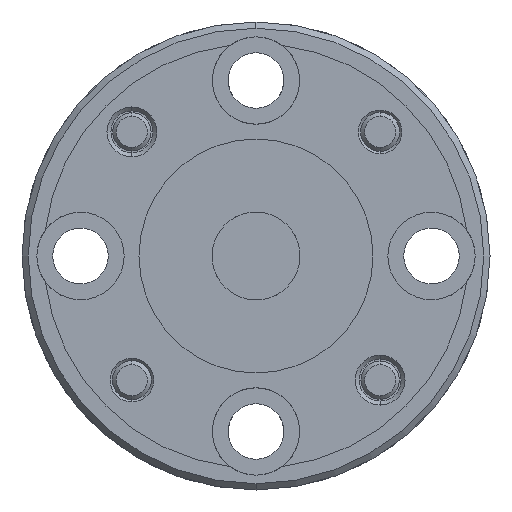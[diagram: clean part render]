
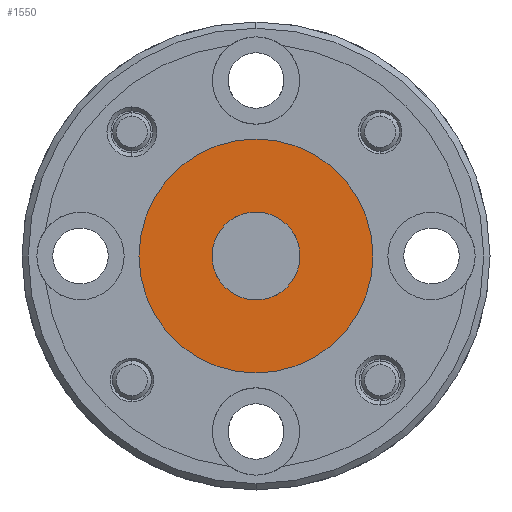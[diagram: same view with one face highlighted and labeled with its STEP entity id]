
A CAD part, left-side view. The second image highlights one B-rep face of the part: STEP entity #1550.
In plain terms, the highlighted planar face has unit normal (-1, 0, 0).
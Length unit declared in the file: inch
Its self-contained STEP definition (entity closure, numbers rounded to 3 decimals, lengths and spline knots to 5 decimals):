
#39 = B_SPLINE_CURVE_WITH_KNOTS ( 'NONE', 3,
 ( #5406, #4734, #7450, #8595, #4544, #2067, #8826, #6222, #4144, #2810 ),
 .UNSPECIFIED., .F., .F.,
 ( 4, 2, 2, 2, 4 ),
 ( 0., 0.25, 0.5, 0.75, 1. ),
 .UNSPECIFIED. ) ;
#50 = FACE_OUTER_BOUND ( 'NONE', #2212, .T. ) ;
#90 = ORIENTED_EDGE ( 'NONE', *, *, #4982, .F. ) ;
#199 = EDGE_CURVE ( 'NONE', #2730, #8565, #39, .T. ) ;
#234 = CARTESIAN_POINT ( 'NONE',  ( -0.7, 0.04985, 0.04985 ) ) ;
#404 = DIRECTION ( 'NONE',  ( 0., 0., -1. ) ) ;
#727 = FACE_BOUND ( 'NONE', #3828, .T. ) ;
#800 = CARTESIAN_POINT ( 'NONE',  ( -0.7, 0.05573, 0.04398 ) ) ;
#955 = CARTESIAN_POINT ( 'NONE',  ( -0.7, -0.04985, -0.04985 ) ) ;
#1082 = DIRECTION ( 'NONE',  ( 1., 0., 0. ) ) ;
#1108 = CARTESIAN_POINT ( 'NONE',  ( -0.7, 0.04398, 0.05573 ) ) ;
#1198 = CARTESIAN_POINT ( 'NONE',  ( -0.7, -0.03657, 0.06099 ) ) ;
#1339 = CARTESIAN_POINT ( 'NONE',  ( -0.7, 0., 0. ) ) ;
#1469 = VERTEX_POINT ( 'NONE', #5570 ) ;
#1550 = ADVANCED_FACE ( 'NONE', ( #727, #50 ), #7104, .T. ) ;
#1563 = CARTESIAN_POINT ( 'NONE',  ( -0.7, 0.0705, -0.00973 ) ) ;
#1628 = CIRCLE ( 'NONE', #2505, 0.1875 ) ;
#1637 = CARTESIAN_POINT ( 'NONE',  ( -0.7, 0., 0. ) ) ;
#1699 = CARTESIAN_POINT ( 'NONE',  ( -0.7, 0.04985, 0.04985 ) ) ;
#1850 = CARTESIAN_POINT ( 'NONE',  ( -0.7, 0.00973, -0.0705 ) ) ;
#1883 = CARTESIAN_POINT ( 'NONE',  ( -0.7, 0.03657, 0.06099 ) ) ;
#1898 = AXIS2_PLACEMENT_3D ( 'NONE', #1637, #3056, #2210 ) ;
#2067 = CARTESIAN_POINT ( 'NONE',  ( -0.7, -0.0705, 0.00973 ) ) ;
#2156 = ORIENTED_EDGE ( 'NONE', *, *, #4535, .F. ) ;
#2162 = CARTESIAN_POINT ( 'NONE',  ( -0.7, 0.06099, -0.03657 ) ) ;
#2210 = DIRECTION ( 'NONE',  ( 0., 0., -1. ) ) ;
#2212 = EDGE_LOOP ( 'NONE', ( #6398, #5001 ) ) ;
#2364 = CARTESIAN_POINT ( 'NONE',  ( -0.7, 0.04985, 0.04985 ) ) ;
#2505 = AXIS2_PLACEMENT_3D ( 'NONE', #1339, #1082, #404 ) ;
#2582 = CARTESIAN_POINT ( 'NONE',  ( -0.7, 0.04398, -0.05573 ) ) ;
#2730 = VERTEX_POINT ( 'NONE', #955 ) ;
#2810 = CARTESIAN_POINT ( 'NONE',  ( -0.7, -0.04985, 0.04985 ) ) ;
#3056 = DIRECTION ( 'NONE',  ( 1., 0., 0. ) ) ;
#3115 = CARTESIAN_POINT ( 'NONE',  ( -0.7, 0.04985, -0.04985 ) ) ;
#3406 = CARTESIAN_POINT ( 'NONE',  ( -0.7, 0.1875, 0. ) ) ;
#3443 = VERTEX_POINT ( 'NONE', #6909 ) ;
#3602 = CARTESIAN_POINT ( 'NONE',  ( -0.7, 0.06841, -0.01944 ) ) ;
#3788 = CARTESIAN_POINT ( 'NONE',  ( -0.7, 0.00973, 0.0705 ) ) ;
#3828 = EDGE_LOOP ( 'NONE', ( #90, #2156, #6486, #7478 ) ) ;
#3893 = CARTESIAN_POINT ( 'NONE',  ( -0.7, -0.04398, -0.05573 ) ) ;
#4082 = DIRECTION ( 'NONE',  ( -1., 0., 0. ) ) ;
#4144 = CARTESIAN_POINT ( 'NONE',  ( -0.7, -0.05573, 0.04398 ) ) ;
#4335 = CARTESIAN_POINT ( 'NONE',  ( -0.7, 0.06099, 0.03657 ) ) ;
#4387 = EDGE_CURVE ( 'NONE', #8565, #4904, #4888, .T. ) ;
#4414 = CARTESIAN_POINT ( 'NONE',  ( -0.7, 0.0705, 0.00973 ) ) ;
#4465 = CARTESIAN_POINT ( 'NONE',  ( -0.7, -0.04985, 0.04985 ) ) ;
#4508 = CARTESIAN_POINT ( 'NONE',  ( -0.7, -0.01944, 0.06841 ) ) ;
#4535 = EDGE_CURVE ( 'NONE', #4904, #6062, #6920, .T. ) ;
#4544 = CARTESIAN_POINT ( 'NONE',  ( -0.7, -0.0705, -0.00973 ) ) ;
#4568 = CARTESIAN_POINT ( 'NONE',  ( -0.7, 0.04985, -0.04985 ) ) ;
#4734 = CARTESIAN_POINT ( 'NONE',  ( -0.7, -0.05573, -0.04398 ) ) ;
#4888 = B_SPLINE_CURVE_WITH_KNOTS ( 'NONE', 3,
 ( #4465, #8736, #1198, #4508, #7929, #3788, #6608, #1883, #1108, #1699 ),
 .UNSPECIFIED., .F., .F.,
 ( 4, 2, 2, 2, 4 ),
 ( 0., 0.25, 0.5, 0.75, 1. ),
 .UNSPECIFIED. ) ;
#4904 = VERTEX_POINT ( 'NONE', #2364 ) ;
#4982 = EDGE_CURVE ( 'NONE', #6062, #2730, #7646, .T. ) ;
#5001 = ORIENTED_EDGE ( 'NONE', *, *, #6411, .F. ) ;
#5218 = EDGE_CURVE ( 'NONE', #3443, #1469, #1628, .T. ) ;
#5362 = CIRCLE ( 'NONE', #1898, 0.1875 ) ;
#5406 = CARTESIAN_POINT ( 'NONE',  ( -0.7, -0.04985, -0.04985 ) ) ;
#5570 = CARTESIAN_POINT ( 'NONE',  ( -0.7, 0., 0.1875 ) ) ;
#5911 = CARTESIAN_POINT ( 'NONE',  ( -0.7, -0.01944, -0.06841 ) ) ;
#6062 = VERTEX_POINT ( 'NONE', #3115 ) ;
#6222 = CARTESIAN_POINT ( 'NONE',  ( -0.7, -0.06099, 0.03657 ) ) ;
#6354 = CARTESIAN_POINT ( 'NONE',  ( -0.7, 0.04985, -0.04985 ) ) ;
#6398 = ORIENTED_EDGE ( 'NONE', *, *, #5218, .F. ) ;
#6411 = EDGE_CURVE ( 'NONE', #1469, #3443, #5362, .T. ) ;
#6433 = CARTESIAN_POINT ( 'NONE',  ( -0.7, 0.06841, 0.01944 ) ) ;
#6486 = ORIENTED_EDGE ( 'NONE', *, *, #4387, .F. ) ;
#6513 = AXIS2_PLACEMENT_3D ( 'NONE', #3406, #4082, #7993 ) ;
#6608 = CARTESIAN_POINT ( 'NONE',  ( -0.7, 0.01944, 0.06841 ) ) ;
#6623 = CARTESIAN_POINT ( 'NONE',  ( -0.7, -0.04985, -0.04985 ) ) ;
#6909 = CARTESIAN_POINT ( 'NONE',  ( -0.7, 0., -0.1875 ) ) ;
#6920 = B_SPLINE_CURVE_WITH_KNOTS ( 'NONE', 3,
 ( #234, #800, #4335, #6433, #4414, #1563, #3602, #2162, #6972, #6354 ),
 .UNSPECIFIED., .F., .F.,
 ( 4, 2, 2, 2, 4 ),
 ( 0., 0.25, 0.5, 0.75, 1. ),
 .UNSPECIFIED. ) ;
#6972 = CARTESIAN_POINT ( 'NONE',  ( -0.7, 0.05573, -0.04398 ) ) ;
#7104 = PLANE ( 'NONE',  #6513 ) ;
#7296 = CARTESIAN_POINT ( 'NONE',  ( -0.7, -0.03657, -0.06099 ) ) ;
#7450 = CARTESIAN_POINT ( 'NONE',  ( -0.7, -0.06099, -0.03657 ) ) ;
#7478 = ORIENTED_EDGE ( 'NONE', *, *, #199, .F. ) ;
#7646 = B_SPLINE_CURVE_WITH_KNOTS ( 'NONE', 3,
 ( #4568, #2582, #7939, #8522, #1850, #8621, #5911, #7296, #3893, #6623 ),
 .UNSPECIFIED., .F., .F.,
 ( 4, 2, 2, 2, 4 ),
 ( 0., 0.25, 0.5, 0.75, 1. ),
 .UNSPECIFIED. ) ;
#7929 = CARTESIAN_POINT ( 'NONE',  ( -0.7, -0.00973, 0.0705 ) ) ;
#7939 = CARTESIAN_POINT ( 'NONE',  ( -0.7, 0.03657, -0.06099 ) ) ;
#7993 = DIRECTION ( 'NONE',  ( 0., 0., 1. ) ) ;
#8303 = CARTESIAN_POINT ( 'NONE',  ( -0.7, -0.04985, 0.04985 ) ) ;
#8522 = CARTESIAN_POINT ( 'NONE',  ( -0.7, 0.01944, -0.06841 ) ) ;
#8565 = VERTEX_POINT ( 'NONE', #8303 ) ;
#8595 = CARTESIAN_POINT ( 'NONE',  ( -0.7, -0.06841, -0.01944 ) ) ;
#8621 = CARTESIAN_POINT ( 'NONE',  ( -0.7, -0.00973, -0.0705 ) ) ;
#8736 = CARTESIAN_POINT ( 'NONE',  ( -0.7, -0.04398, 0.05573 ) ) ;
#8826 = CARTESIAN_POINT ( 'NONE',  ( -0.7, -0.06841, 0.01944 ) ) ;
